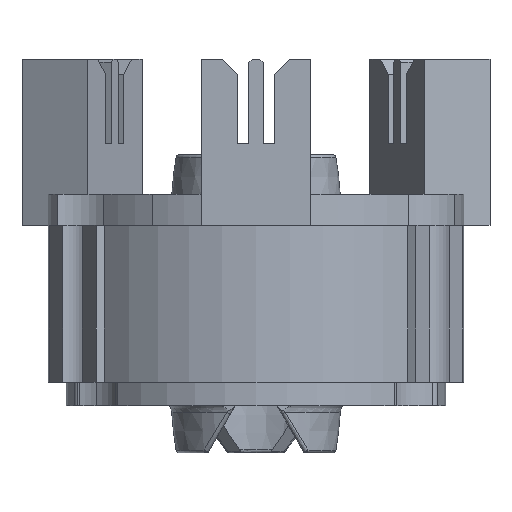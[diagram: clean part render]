
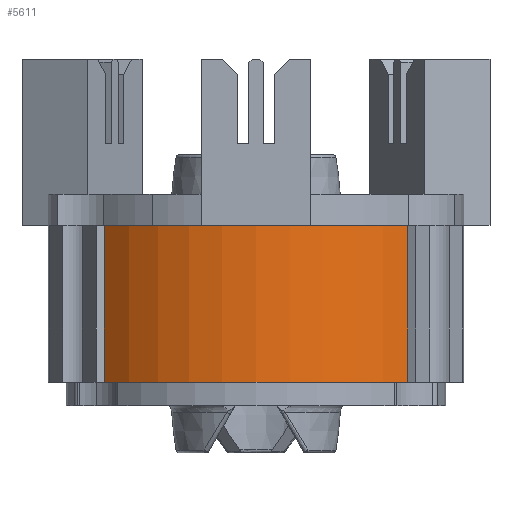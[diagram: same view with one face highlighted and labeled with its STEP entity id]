
A CAD part, front view. The second image highlights one B-rep face of the part: STEP entity #5611.
In plain terms, the highlighted cylindrical face has radius 13.25 mm (diameter 26.5 mm), a partial arc.
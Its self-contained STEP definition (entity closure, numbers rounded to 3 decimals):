
#1353 = VERTEX_POINT ( 'NONE', #17808 ) ;
#1495 = CARTESIAN_POINT ( 'NONE',  ( 9.677, -9.051, 10. ) ) ;
#1822 = AXIS2_PLACEMENT_3D ( 'NONE', #19363, #5378, #16309 ) ;
#2211 = CYLINDRICAL_SURFACE ( 'NONE', #1822, 13.25 ) ;
#2685 = DIRECTION ( 'NONE',  ( 0., 0., 1. ) ) ;
#3284 = VECTOR ( 'NONE', #9703, 1000. ) ;
#3474 = LINE ( 'NONE', #10847, #3284 ) ;
#4156 = EDGE_CURVE ( 'NONE', #9087, #17495, #18573, .T. ) ;
#4187 = CARTESIAN_POINT ( 'NONE',  ( 9.677, -9.051, 0. ) ) ;
#4372 = DIRECTION ( 'NONE',  ( 0., 0., -1. ) ) ;
#4977 = ORIENTED_EDGE ( 'NONE', *, *, #4156, .F. ) ;
#5378 = DIRECTION ( 'NONE',  ( 0., 0., -1. ) ) ;
#5611 = ADVANCED_FACE ( 'NONE', ( #12746 ), #2211, .T. ) ;
#6827 = VERTEX_POINT ( 'NONE', #14841 ) ;
#7930 = DIRECTION ( 'NONE',  ( 1., 0., 0. ) ) ;
#9087 = VERTEX_POINT ( 'NONE', #18036 ) ;
#9229 = ORIENTED_EDGE ( 'NONE', *, *, #10589, .T. ) ;
#9703 = DIRECTION ( 'NONE',  ( 0., 0., -1. ) ) ;
#10048 = CIRCLE ( 'NONE', #20130, 13.25 ) ;
#10372 = CARTESIAN_POINT ( 'NONE',  ( 0., 0., 10. ) ) ;
#10589 = EDGE_CURVE ( 'NONE', #6827, #1353, #3474, .T. ) ;
#10847 = CARTESIAN_POINT ( 'NONE',  ( -9.677, -9.051, 10. ) ) ;
#11756 = CIRCLE ( 'NONE', #14379, 13.25 ) ;
#12699 = ORIENTED_EDGE ( 'NONE', *, *, #20100, .F. ) ;
#12746 = FACE_OUTER_BOUND ( 'NONE', #14853, .T. ) ;
#13446 = ORIENTED_EDGE ( 'NONE', *, *, #17764, .T. ) ;
#14379 = AXIS2_PLACEMENT_3D ( 'NONE', #10372, #18743, #7930 ) ;
#14841 = CARTESIAN_POINT ( 'NONE',  ( -9.677, -9.051, 10. ) ) ;
#14853 = EDGE_LOOP ( 'NONE', ( #13446, #4977, #12699, #9229 ) ) ;
#15143 = DIRECTION ( 'NONE',  ( 1., 0., 0. ) ) ;
#16309 = DIRECTION ( 'NONE',  ( -1., 0., 0. ) ) ;
#17250 = VECTOR ( 'NONE', #4372, 1000. ) ;
#17495 = VERTEX_POINT ( 'NONE', #4187 ) ;
#17764 = EDGE_CURVE ( 'NONE', #1353, #17495, #10048, .T. ) ;
#17808 = CARTESIAN_POINT ( 'NONE',  ( -9.677, -9.051, 0. ) ) ;
#18036 = CARTESIAN_POINT ( 'NONE',  ( 9.677, -9.051, 10. ) ) ;
#18573 = LINE ( 'NONE', #1495, #17250 ) ;
#18743 = DIRECTION ( 'NONE',  ( 0., 0., 1. ) ) ;
#19363 = CARTESIAN_POINT ( 'NONE',  ( 0., 0., 10. ) ) ;
#19723 = CARTESIAN_POINT ( 'NONE',  ( 0., 0., 0. ) ) ;
#20100 = EDGE_CURVE ( 'NONE', #6827, #9087, #11756, .T. ) ;
#20130 = AXIS2_PLACEMENT_3D ( 'NONE', #19723, #2685, #15143 ) ;
